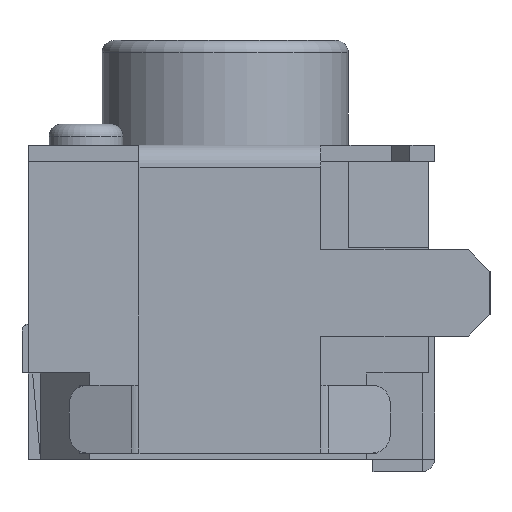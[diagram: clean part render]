
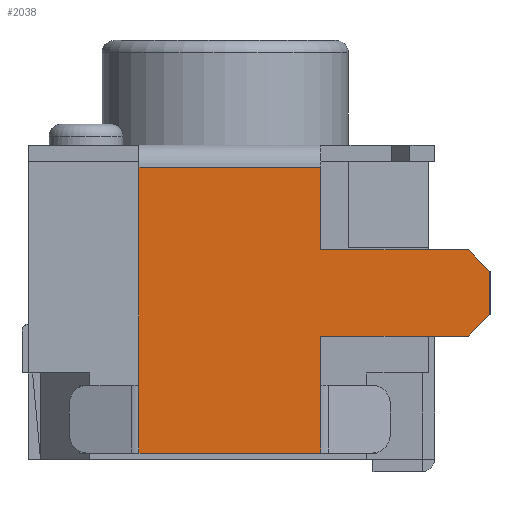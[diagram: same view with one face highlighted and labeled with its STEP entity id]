
A CAD part, left-side view. The second image highlights one B-rep face of the part: STEP entity #2038.
In plain terms, the highlighted planar face has unit normal (-1, 0, 0).
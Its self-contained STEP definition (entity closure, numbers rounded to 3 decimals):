
#182 = DIRECTION ( 'NONE',  ( 0., 0., 1. ) ) ;
#184 = CARTESIAN_POINT ( 'NONE',  ( -2.19, 2.4, -1.05 ) ) ;
#205 = ORIENTED_EDGE ( 'NONE', *, *, #4796, .T. ) ;
#357 = VECTOR ( 'NONE', #3454, 1000. ) ;
#488 = LINE ( 'NONE', #4787, #5111 ) ;
#490 = LINE ( 'NONE', #5600, #357 ) ;
#532 = CARTESIAN_POINT ( 'NONE',  ( -2.19, 0.925, -1.05 ) ) ;
#540 = LINE ( 'NONE', #3586, #1922 ) ;
#622 = ORIENTED_EDGE ( 'NONE', *, *, #2087, .F. ) ;
#675 = VERTEX_POINT ( 'NONE', #532 ) ;
#700 = CARTESIAN_POINT ( 'NONE',  ( -2.19, 2.4, -1.6 ) ) ;
#706 = VERTEX_POINT ( 'NONE', #1033 ) ;
#749 = CARTESIAN_POINT ( 'NONE',  ( -2.19, 0.925, -1.6 ) ) ;
#772 = VERTEX_POINT ( 'NONE', #184 ) ;
#773 = ORIENTED_EDGE ( 'NONE', *, *, #5648, .F. ) ;
#837 = LINE ( 'NONE', #5008, #1450 ) ;
#994 = CARTESIAN_POINT ( 'NONE',  ( -2.19, -0.45, -0.125 ) ) ;
#1033 = CARTESIAN_POINT ( 'NONE',  ( -2.19, 0.925, -0.65 ) ) ;
#1056 = DIRECTION ( 'NONE',  ( 0., 0.707, 0.707 ) ) ;
#1321 = DIRECTION ( 'NONE',  ( 0., 0., -1. ) ) ;
#1371 = CARTESIAN_POINT ( 'NONE',  ( -2.19, 0.925, 0.72 ) ) ;
#1396 = CARTESIAN_POINT ( 'NONE',  ( -2.19, 2.4, -1.65 ) ) ;
#1450 = VECTOR ( 'NONE', #1056, 1000. ) ;
#1572 = ORIENTED_EDGE ( 'NONE', *, *, #4426, .T. ) ;
#1726 = LINE ( 'NONE', #5053, #4117 ) ;
#1765 = DIRECTION ( 'NONE',  ( 0., -0.707, 0.707 ) ) ;
#1901 = FACE_OUTER_BOUND ( 'NONE', #4683, .T. ) ;
#1922 = VECTOR ( 'NONE', #1765, 1000. ) ;
#2004 = VERTEX_POINT ( 'NONE', #1371 ) ;
#2038 = ADVANCED_FACE ( 'NONE', ( #1901 ), #3184, .F. ) ;
#2087 = EDGE_CURVE ( 'NONE', #2798, #772, #4235, .T. ) ;
#2179 = ORIENTED_EDGE ( 'NONE', *, *, #2797, .T. ) ;
#2203 = DIRECTION ( 'NONE',  ( 0., -1., 0. ) ) ;
#2314 = ORIENTED_EDGE ( 'NONE', *, *, #3819, .F. ) ;
#2325 = LINE ( 'NONE', #2494, #3385 ) ;
#2357 = CARTESIAN_POINT ( 'NONE',  ( -2.19, -0.275, 0.05 ) ) ;
#2402 = CARTESIAN_POINT ( 'NONE',  ( -2.19, 0.925, -1.65 ) ) ;
#2481 = ORIENTED_EDGE ( 'NONE', *, *, #4788, .T. ) ;
#2494 = CARTESIAN_POINT ( 'NONE',  ( -2.19, 0.925, -0.65 ) ) ;
#2534 = ORIENTED_EDGE ( 'NONE', *, *, #2882, .T. ) ;
#2555 = ORIENTED_EDGE ( 'NONE', *, *, #5545, .T. ) ;
#2792 = LINE ( 'NONE', #4000, #3859 ) ;
#2797 = EDGE_CURVE ( 'NONE', #706, #5232, #2325, .T. ) ;
#2798 = VERTEX_POINT ( 'NONE', #700 ) ;
#2882 = EDGE_CURVE ( 'NONE', #2798, #4486, #2792, .T. ) ;
#3015 = CARTESIAN_POINT ( 'NONE',  ( -2.19, 0.925, 0.05 ) ) ;
#3034 = ORIENTED_EDGE ( 'NONE', *, *, #4915, .T. ) ;
#3148 = DIRECTION ( 'NONE',  ( 0., 0., 1. ) ) ;
#3184 = PLANE ( 'NONE',  #4998 ) ;
#3294 = VECTOR ( 'NONE', #5330, 1000. ) ;
#3354 = ORIENTED_EDGE ( 'NONE', *, *, #5146, .T. ) ;
#3385 = VECTOR ( 'NONE', #5173, 1000. ) ;
#3439 = LINE ( 'NONE', #4402, #3294 ) ;
#3454 = DIRECTION ( 'NONE',  ( 0., 0., 1. ) ) ;
#3568 = VERTEX_POINT ( 'NONE', #5005 ) ;
#3586 = CARTESIAN_POINT ( 'NONE',  ( -2.19, -0.275, -0.65 ) ) ;
#3594 = DIRECTION ( 'NONE',  ( 1., 0., 0. ) ) ;
#3819 = EDGE_CURVE ( 'NONE', #4854, #2004, #488, .T. ) ;
#3859 = VECTOR ( 'NONE', #2203, 1000. ) ;
#3892 = DIRECTION ( 'NONE',  ( 0., 1., 0. ) ) ;
#4000 = CARTESIAN_POINT ( 'NONE',  ( -2.19, 8.343, -1.6 ) ) ;
#4042 = VECTOR ( 'NONE', #3892, 1000. ) ;
#4057 = VERTEX_POINT ( 'NONE', #5742 ) ;
#4117 = VECTOR ( 'NONE', #4146, 1000. ) ;
#4123 = VECTOR ( 'NONE', #4975, 1000. ) ;
#4146 = DIRECTION ( 'NONE',  ( 0., 0., 1. ) ) ;
#4235 = LINE ( 'NONE', #1396, #4302 ) ;
#4302 = VECTOR ( 'NONE', #3148, 1000. ) ;
#4328 = DIRECTION ( 'NONE',  ( 0., -1., 0. ) ) ;
#4402 = CARTESIAN_POINT ( 'NONE',  ( -2.19, 2.4, -1.65 ) ) ;
#4426 = EDGE_CURVE ( 'NONE', #4486, #675, #490, .T. ) ;
#4486 = VERTEX_POINT ( 'NONE', #749 ) ;
#4560 = CARTESIAN_POINT ( 'NONE',  ( -2.19, 2.4, 0.72 ) ) ;
#4675 = EDGE_CURVE ( 'NONE', #675, #706, #5520, .T. ) ;
#4683 = EDGE_LOOP ( 'NONE', ( #2534, #1572, #5678, #2179, #3354, #205, #2481, #2555, #3034, #2314, #773, #622 ) ) ;
#4787 = CARTESIAN_POINT ( 'NONE',  ( -2.19, 8.343, 0.72 ) ) ;
#4788 = EDGE_CURVE ( 'NONE', #4850, #4798, #837, .T. ) ;
#4796 = EDGE_CURVE ( 'NONE', #4057, #4850, #1726, .T. ) ;
#4798 = VERTEX_POINT ( 'NONE', #2357 ) ;
#4816 = LINE ( 'NONE', #2402, #4959 ) ;
#4850 = VERTEX_POINT ( 'NONE', #994 ) ;
#4854 = VERTEX_POINT ( 'NONE', #4560 ) ;
#4915 = EDGE_CURVE ( 'NONE', #3568, #2004, #4816, .T. ) ;
#4952 = CARTESIAN_POINT ( 'NONE',  ( -2.19, 0.925, -1.65 ) ) ;
#4959 = VECTOR ( 'NONE', #182, 1000. ) ;
#4975 = DIRECTION ( 'NONE',  ( 0., 0., 1. ) ) ;
#4984 = CARTESIAN_POINT ( 'NONE',  ( -2.19, 8.343, -1.6 ) ) ;
#4998 = AXIS2_PLACEMENT_3D ( 'NONE', #4984, #3594, #1321 ) ;
#5005 = CARTESIAN_POINT ( 'NONE',  ( -2.19, 0.925, 0.05 ) ) ;
#5008 = CARTESIAN_POINT ( 'NONE',  ( -2.19, -0.45, -0.125 ) ) ;
#5053 = CARTESIAN_POINT ( 'NONE',  ( -2.19, -0.45, -0.475 ) ) ;
#5111 = VECTOR ( 'NONE', #4328, 1000. ) ;
#5146 = EDGE_CURVE ( 'NONE', #5232, #4057, #540, .T. ) ;
#5173 = DIRECTION ( 'NONE',  ( 0., -1., 0. ) ) ;
#5232 = VERTEX_POINT ( 'NONE', #5333 ) ;
#5330 = DIRECTION ( 'NONE',  ( 0., 0., 1. ) ) ;
#5333 = CARTESIAN_POINT ( 'NONE',  ( -2.19, -0.275, -0.65 ) ) ;
#5520 = LINE ( 'NONE', #4952, #4123 ) ;
#5545 = EDGE_CURVE ( 'NONE', #4798, #3568, #5793, .T. ) ;
#5600 = CARTESIAN_POINT ( 'NONE',  ( -2.19, 0.925, -1.65 ) ) ;
#5648 = EDGE_CURVE ( 'NONE', #772, #4854, #3439, .T. ) ;
#5678 = ORIENTED_EDGE ( 'NONE', *, *, #4675, .T. ) ;
#5742 = CARTESIAN_POINT ( 'NONE',  ( -2.19, -0.45, -0.475 ) ) ;
#5793 = LINE ( 'NONE', #3015, #4042 ) ;
